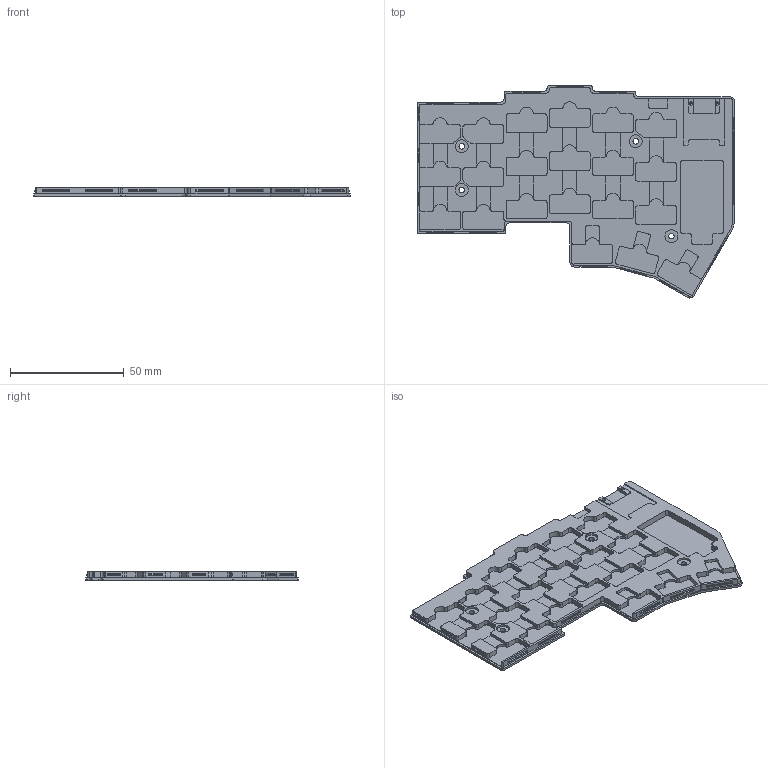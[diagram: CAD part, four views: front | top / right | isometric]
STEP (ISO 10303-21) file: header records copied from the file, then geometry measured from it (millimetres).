
FILE_DESCRIPTION(('FreeCAD Model'),'2;1');
FILE_NAME('Open CASCADE Shape Model','2025-11-16T02:02:51',(''),(''), 'Open CASCADE STEP processor 7.8','FreeCAD','Unknown');
FILE_SCHEMA(('AUTOMOTIVE_DESIGN { 1 0 10303 214 1 1 1 1 }'));
Length unit declared in the file: millimetre
Products named in the file (1): Fillet_R0.4mm_N
Bounding box: 139.3 x 93.23 x 3.7 mm (x, y, z)
Volume: 23054.7 mm3; surface area: 24013.4 mm2
Topology: 1 solids, 1 shells, 597 faces, 1690 edges, 1122 vertices
Faces by surface type: plane 364, cylinder 227, cone 6
Full cylindrical faces by diameter (mm): 0.8 x2, 1.5 x2, 2.4 x4, 3.7 x2, 3.9 x2, 5.7 x4
Entity records: 41362 total; most frequent: CARTESIAN_POINT 7319, DIRECTION 6488, LINE 3899, VECTOR 3899, ORIENTED_EDGE 3380, PCURVE 3380, DEFINITIONAL_REPRESENTATION 3380, EDGE_CURVE 1690
